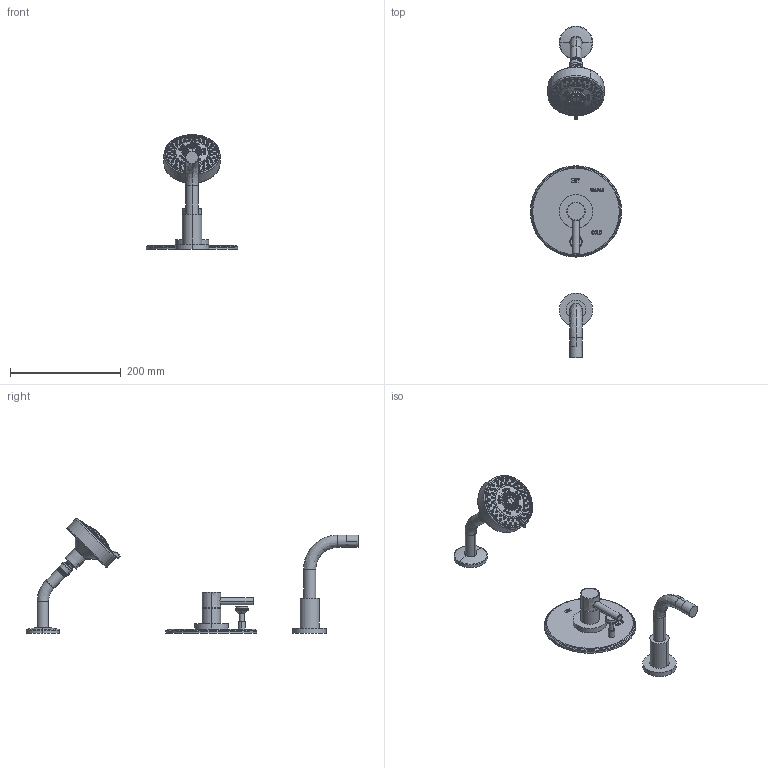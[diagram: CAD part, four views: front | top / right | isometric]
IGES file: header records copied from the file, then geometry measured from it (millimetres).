
Start section:  PTC IGES file: 3-1502bp.igs
Global section: file name: 3-1502bp.igs; native system: Creo Parametric by PTC Inc.; preprocessor: 2018400; author: jinson.thomas; organization: Unknown; date: 20210601.120532; units: inch
Bounding box: 165.1 x 600.2 x 207.64 mm (x, y, z)
Volume: 737852.3 mm3; surface area: 132640.3 mm2
Topology: 3 solids, 3 shells, 1368 faces, 3061 edges, 1873 vertices
Faces by surface type: revolution 923, bspline 445
